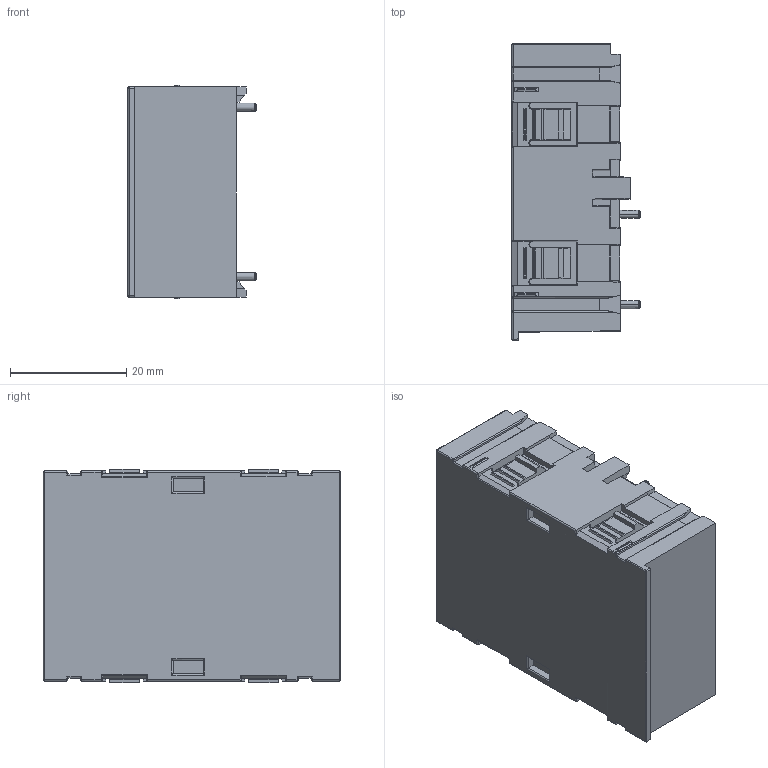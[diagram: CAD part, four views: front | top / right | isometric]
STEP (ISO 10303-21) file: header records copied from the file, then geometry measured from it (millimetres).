
FILE_DESCRIPTION((''),'2;1');
FILE_NAME('HCQXB-RTC-BD','2025-10-20T18:45:54',('HZC0000200'),(''),'CREO PARAMETRIC BY PTC INC, 2021063','CREO PARAMETRIC BY PTC INC, 2021063','');
FILE_SCHEMA(('CONFIG_CONTROL_DESIGN'));
Length unit declared in the file: millimetre
Products named in the file (1): HCQXB-RTC-BD
Bounding box: 22 x 51.08 x 36.7 mm (x, y, z)
Volume: 32146.3 mm3; surface area: 10436.9 mm2
Topology: 1 solids, 2 shells, 501 faces, 1369 edges, 867 vertices
Faces by surface type: plane 347, cylinder 101, sphere 19, bspline 19, cone 6, torus 4, revolution 4, extrusion 1
Entity records: 16906 total; most frequent: CARTESIAN_POINT 4575, ORIENTED_EDGE 2699, DIRECTION 2298, EDGE_CURVE 1350, VECTOR 1044, LINE 1043, VERTEX_POINT 868, AXIS2_PLACEMENT_3D 625
